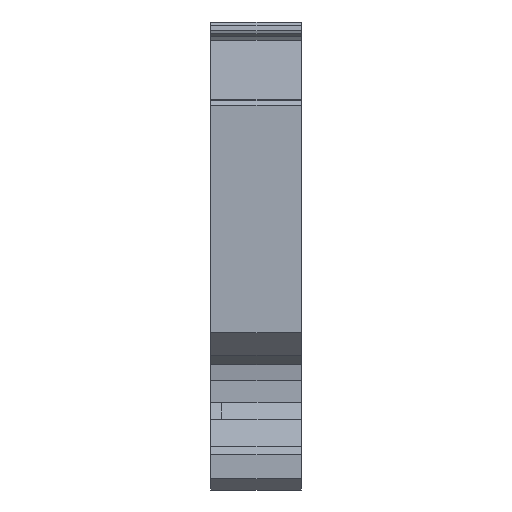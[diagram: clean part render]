
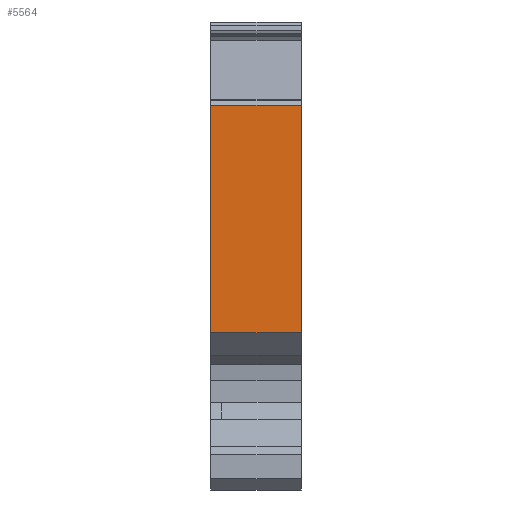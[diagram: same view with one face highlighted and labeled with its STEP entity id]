
A CAD part, left-side view. The second image highlights one B-rep face of the part: STEP entity #5564.
In plain terms, the highlighted free-form (B-spline) face has degree [1, 1] with [2, 2] control points.
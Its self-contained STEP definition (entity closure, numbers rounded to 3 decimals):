
#2169=CARTESIAN_POINT('',(-46.2,8.2,28.683));
#2170=VERTEX_POINT('',#2169);
#2177=CARTESIAN_POINT('',(-46.2,0.,28.683));
#2178=VERTEX_POINT('',#2177);
#2179=CARTESIAN_POINT('',(-46.2,8.2,28.683));
#2180=CARTESIAN_POINT('',(-46.2,0.,28.683));
#2181=B_SPLINE_CURVE_WITH_KNOTS('',1,(#2179,#2180),.POLYLINE_FORM.,.F.,.U.,(2,2),(0.,1.),.UNSPECIFIED.);
#2182=EDGE_CURVE('',#2170,#2178,#2181,.T.);
#3002=CARTESIAN_POINT('',(-46.2,8.2,8.1));
#3003=VERTEX_POINT('',#3002);
#3019=CARTESIAN_POINT('',(-46.2,0.,8.1));
#3020=VERTEX_POINT('',#3019);
#3027=CARTESIAN_POINT('',(-46.2,8.2,8.1));
#3028=CARTESIAN_POINT('',(-46.2,0.,8.1));
#3029=B_SPLINE_CURVE_WITH_KNOTS('',1,(#3027,#3028),.POLYLINE_FORM.,.F.,.U.,(2,2),(0.,1.),.UNSPECIFIED.);
#3030=EDGE_CURVE('',#3003,#3020,#3029,.T.);
#5545=CARTESIAN_POINT('',(-46.2,-1.005,5.187));
#5546=CARTESIAN_POINT('',(-46.2,9.205,5.187));
#5547=CARTESIAN_POINT('',(-46.2,-1.005,30.747));
#5548=CARTESIAN_POINT('',(-46.2,9.205,30.747));
#5549=B_SPLINE_SURFACE_WITH_KNOTS('',1,1,((#5545,#5546),(#5547,#5548)),.PLANE_SURF.,.F.,.F.,.U.,(2,2),(2,2),(0.,1.),(0.,1.),.UNSPECIFIED.);
#5550=ORIENTED_EDGE('',*,*,#2182,.F.);
#5551=CARTESIAN_POINT('',(-46.2,8.2,8.1));
#5552=CARTESIAN_POINT('',(-46.2,8.2,28.683));
#5553=B_SPLINE_CURVE_WITH_KNOTS('',1,(#5551,#5552),.POLYLINE_FORM.,.F.,.U.,(2,2),(0.,1.),.UNSPECIFIED.);
#5554=EDGE_CURVE('',#3003,#2170,#5553,.T.);
#5555=ORIENTED_EDGE('',*,*,#5554,.F.);
#5556=ORIENTED_EDGE('',*,*,#3030,.T.);
#5557=CARTESIAN_POINT('',(-46.2,0.,28.683));
#5558=CARTESIAN_POINT('',(-46.2,0.,8.1));
#5559=B_SPLINE_CURVE_WITH_KNOTS('',1,(#5557,#5558),.POLYLINE_FORM.,.F.,.U.,(2,2),(0.,1.),.UNSPECIFIED.);
#5560=EDGE_CURVE('',#2178,#3020,#5559,.T.);
#5561=ORIENTED_EDGE('',*,*,#5560,.F.);
#5562=EDGE_LOOP('',(#5550,#5555,#5556,#5561));
#5563=FACE_OUTER_BOUND('',#5562,.T.);
#5564=ADVANCED_FACE('',(#5563),#5549,.T.);
